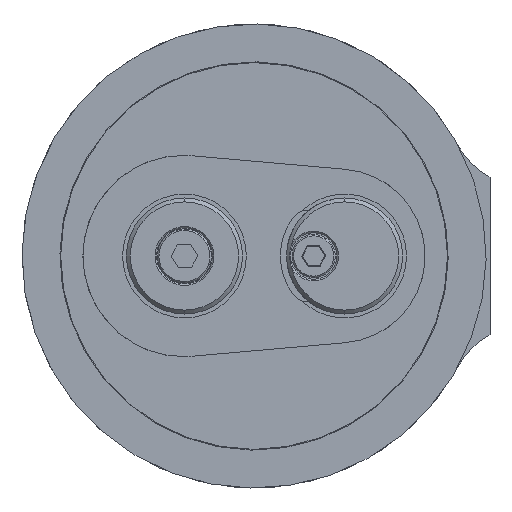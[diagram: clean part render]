
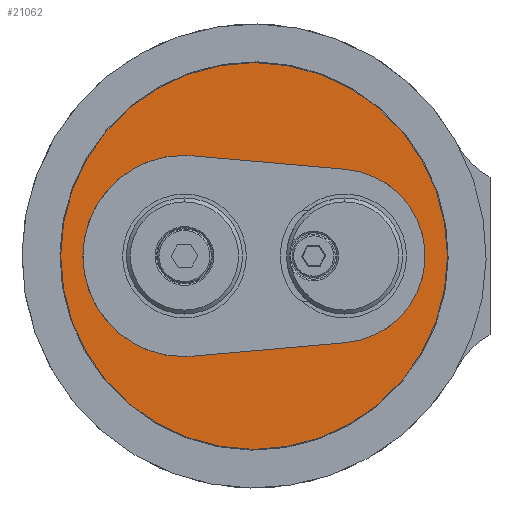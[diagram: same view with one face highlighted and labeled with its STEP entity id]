
A CAD part, front view. The second image highlights one B-rep face of the part: STEP entity #21062.
In plain terms, the highlighted planar face has unit normal (0, -1, 0).
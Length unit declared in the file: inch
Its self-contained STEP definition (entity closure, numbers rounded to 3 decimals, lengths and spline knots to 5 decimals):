
#312 = DIRECTION ( 'NONE',  ( 0.996, 0., -0.087 ) ) ;
#1203 = EDGE_CURVE ( 'NONE', #19191, #13542, #14003, .T. ) ;
#1234 = CARTESIAN_POINT ( 'NONE',  ( -15.83537, -76.14542, 63.35138 ) ) ;
#1447 = CARTESIAN_POINT ( 'NONE',  ( -16.57799, -76.14542, 62.84154 ) ) ;
#1451 = CARTESIAN_POINT ( 'NONE',  ( -16.62277, -76.14542, 63.35138 ) ) ;
#2574 = EDGE_CURVE ( 'NONE', #16597, #19191, #18977, .T. ) ;
#3026 = DIRECTION ( 'NONE',  ( 0., 0., 1. ) ) ;
#3104 = PLANE ( 'NONE',  #13605 ) ;
#3152 = CIRCLE ( 'NONE', #17681, 0.51181 ) ;
#3224 = EDGE_CURVE ( 'NONE', #13542, #26941, #24711, .T. ) ;
#3882 = VECTOR ( 'NONE', #312, 39.37008 ) ;
#4132 = DIRECTION ( 'NONE',  ( 0., 0., 1. ) ) ;
#4172 = ORIENTED_EDGE ( 'NONE', *, *, #22628, .T. ) ;
#4576 = ORIENTED_EDGE ( 'NONE', *, *, #3224, .T. ) ;
#5923 = CARTESIAN_POINT ( 'NONE',  ( -15.79661, -76.14542, 63.7926 ) ) ;
#6121 = CIRCLE ( 'NONE', #27235, 0.98425 ) ;
#6252 = CIRCLE ( 'NONE', #8013, 0.98425 ) ;
#6746 = DIRECTION ( 'NONE',  ( 0., 0., -1. ) ) ;
#6971 = VECTOR ( 'NONE', #9851, 39.37008 ) ;
#7029 = DIRECTION ( 'NONE',  ( 0., 1., 0. ) ) ;
#7966 = DIRECTION ( 'NONE',  ( 0., -1., 0. ) ) ;
#8013 = AXIS2_PLACEMENT_3D ( 'NONE', #17102, #21235, #6746 ) ;
#8088 = AXIS2_PLACEMENT_3D ( 'NONE', #1451, #14286, #26659 ) ;
#8572 = ORIENTED_EDGE ( 'NONE', *, *, #2574, .T. ) ;
#9851 = DIRECTION ( 'NONE',  ( -0.996, 0., -0.087 ) ) ;
#10790 = LINE ( 'NONE', #19210, #3882 ) ;
#10985 = CARTESIAN_POINT ( 'NONE',  ( -16.2632, -76.14542, 63.35138 ) ) ;
#11281 = DIRECTION ( 'NONE',  ( 0., 1., 0. ) ) ;
#11606 = ORIENTED_EDGE ( 'NONE', *, *, #15728, .T. ) ;
#12541 = EDGE_LOOP ( 'NONE', ( #11606, #25805 ) ) ;
#13226 = CARTESIAN_POINT ( 'NONE',  ( -16.62277, -76.14542, 63.35138 ) ) ;
#13458 = FACE_BOUND ( 'NONE', #16136, .T. ) ;
#13542 = VERTEX_POINT ( 'NONE', #21292 ) ;
#13605 = AXIS2_PLACEMENT_3D ( 'NONE', #10985, #23661, #25710 ) ;
#14003 = LINE ( 'NONE', #1447, #6971 ) ;
#14286 = DIRECTION ( 'NONE',  ( 0., 1., 0. ) ) ;
#14591 = AXIS2_PLACEMENT_3D ( 'NONE', #14625, #23023, #4132 ) ;
#14625 = CARTESIAN_POINT ( 'NONE',  ( -16.62277, -76.14542, 63.35138 ) ) ;
#14714 = VERTEX_POINT ( 'NONE', #18503 ) ;
#15016 = CARTESIAN_POINT ( 'NONE',  ( -16.2632, -76.14542, 64.33564 ) ) ;
#15366 = CARTESIAN_POINT ( 'NONE',  ( -16.57799, -76.14542, 63.86123 ) ) ;
#15728 = EDGE_CURVE ( 'NONE', #14714, #15965, #6252, .T. ) ;
#15796 = CARTESIAN_POINT ( 'NONE',  ( -16.62277, -76.14542, 62.83957 ) ) ;
#15856 = EDGE_CURVE ( 'NONE', #26941, #24347, #3152, .T. ) ;
#15965 = VERTEX_POINT ( 'NONE', #15016 ) ;
#16136 = EDGE_LOOP ( 'NONE', ( #23728, #4576, #24927, #18290, #4172, #8572 ) ) ;
#16597 = VERTEX_POINT ( 'NONE', #5923 ) ;
#17102 = CARTESIAN_POINT ( 'NONE',  ( -16.2632, -76.14542, 63.35138 ) ) ;
#17424 = CARTESIAN_POINT ( 'NONE',  ( -16.62277, -76.14542, 63.86319 ) ) ;
#17681 = AXIS2_PLACEMENT_3D ( 'NONE', #13226, #11281, #23549 ) ;
#18290 = ORIENTED_EDGE ( 'NONE', *, *, #18369, .T. ) ;
#18340 = CARTESIAN_POINT ( 'NONE',  ( -15.79661, -76.14542, 62.91017 ) ) ;
#18369 = EDGE_CURVE ( 'NONE', #24347, #25818, #24813, .T. ) ;
#18503 = CARTESIAN_POINT ( 'NONE',  ( -16.2632, -76.14542, 62.36713 ) ) ;
#18591 = DIRECTION ( 'NONE',  ( 0., 0., -1. ) ) ;
#18726 = CARTESIAN_POINT ( 'NONE',  ( -16.2632, -76.14542, 63.35138 ) ) ;
#18977 = CIRCLE ( 'NONE', #25116, 0.44291 ) ;
#19191 = VERTEX_POINT ( 'NONE', #18340 ) ;
#19210 = CARTESIAN_POINT ( 'NONE',  ( -16.57799, -76.14542, 63.86123 ) ) ;
#21062 = ADVANCED_FACE ( 'NONE', ( #13458, #21724 ), #3104, .F. ) ;
#21235 = DIRECTION ( 'NONE',  ( 0., -1., 0. ) ) ;
#21292 = CARTESIAN_POINT ( 'NONE',  ( -16.57799, -76.14542, 62.84154 ) ) ;
#21724 = FACE_OUTER_BOUND ( 'NONE', #12541, .T. ) ;
#22628 = EDGE_CURVE ( 'NONE', #25818, #16597, #10790, .T. ) ;
#23023 = DIRECTION ( 'NONE',  ( 0., 1., 0. ) ) ;
#23549 = DIRECTION ( 'NONE',  ( 0., 0., 1. ) ) ;
#23627 = EDGE_CURVE ( 'NONE', #15965, #14714, #6121, .T. ) ;
#23661 = DIRECTION ( 'NONE',  ( 0., 1., 0. ) ) ;
#23728 = ORIENTED_EDGE ( 'NONE', *, *, #1203, .T. ) ;
#24347 = VERTEX_POINT ( 'NONE', #17424 ) ;
#24711 = CIRCLE ( 'NONE', #14591, 0.51181 ) ;
#24813 = CIRCLE ( 'NONE', #8088, 0.51181 ) ;
#24927 = ORIENTED_EDGE ( 'NONE', *, *, #15856, .T. ) ;
#25116 = AXIS2_PLACEMENT_3D ( 'NONE', #1234, #7029, #3026 ) ;
#25710 = DIRECTION ( 'NONE',  ( 0., 0., 1. ) ) ;
#25805 = ORIENTED_EDGE ( 'NONE', *, *, #23627, .T. ) ;
#25818 = VERTEX_POINT ( 'NONE', #15366 ) ;
#26659 = DIRECTION ( 'NONE',  ( 0., 0., 1. ) ) ;
#26941 = VERTEX_POINT ( 'NONE', #15796 ) ;
#27235 = AXIS2_PLACEMENT_3D ( 'NONE', #18726, #7966, #18591 ) ;
